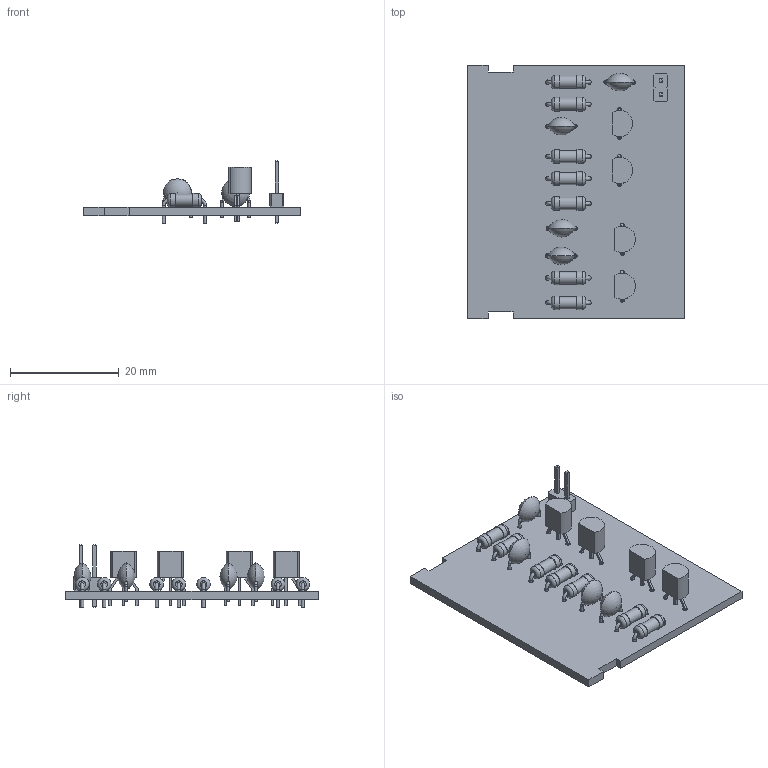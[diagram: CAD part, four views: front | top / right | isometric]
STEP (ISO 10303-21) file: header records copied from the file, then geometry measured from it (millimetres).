
FILE_DESCRIPTION(('KiCad electronic assembly'),'2;1');
FILE_NAME('OdysseyDaughterCardFlipFlop.step','2024-06-18T21:18:23',( 'Pcbnew'),('Kicad'),'Open CASCADE STEP processor 7.7', 'KiCad to STEP converter','Unknown');
FILE_SCHEMA(('AUTOMOTIVE_DESIGN { 1 0 10303 214 1 1 1 1 }'));
Length unit declared in the file: millimetre
Products named in the file (10): OdysseyDaughterCardFlipFlop 1; C_Disc_D5.1mm_W3.2mm_P5.00mm; C_Disc_D51mm_W32mm_P500mm; TO-92_Inline_Wide; R_Axial_DIN0207_L6.3mm_D2.5mm_P7.62mm_Horizontal; R_Axial_DIN0207_L63mm_D25mm_P762mm_Horizontal; PinHeader_1x02_P2.54mm_Vertical; PinHeader_1x02_P254mm_Vertical; _autosave-OdysseyDaughterCardFlipFlop_PCB
Assembly tree (21 placements, depth 3):
  OdysseyDaughterCardFlipFlop 1
    C_Disc_D5.1mm_W3.2mm_P5.00mm  x4
      C_Disc_D51mm_W32mm_P500mm
    TO-92_Inline_Wide  x4
      TO-92_Inline_Wide
    R_Axial_DIN0207_L6.3mm_D2.5mm_P7.62mm_Horizontal  x7
      R_Axial_DIN0207_L63mm_D25mm_P762mm_Horizontal
    PinHeader_1x02_P2.54mm_Vertical
      PinHeader_1x02_P254mm_Vertical
    _autosave-OdysseyDaughterCardFlipFlop_PCB
Bounding box: 39.88 x 46.6 x 11.54 mm (x, y, z)
Volume: 3629.1 mm3; surface area: 5479.2 mm2
Topology: 17 solids, 17 shells, 355 faces, 791 edges, 506 vertices
Faces by surface type: plane 220, cylinder 91, torus 28, revolution 8, sphere 8
Full cylindrical faces by diameter (mm): 0.5 x16, 0.6 x14, 0.8 x34, 1 x2, 2.25 x7, 2.5 x14
Entity records: 6169 total; most frequent: CARTESIAN_POINT 1311, DIRECTION 827, ORIENTED_EDGE 756, EDGE_CURVE 378, AXIS2_PLACEMENT_3D 279, LINE 267, VECTOR 267, VERTEX_POINT 245
